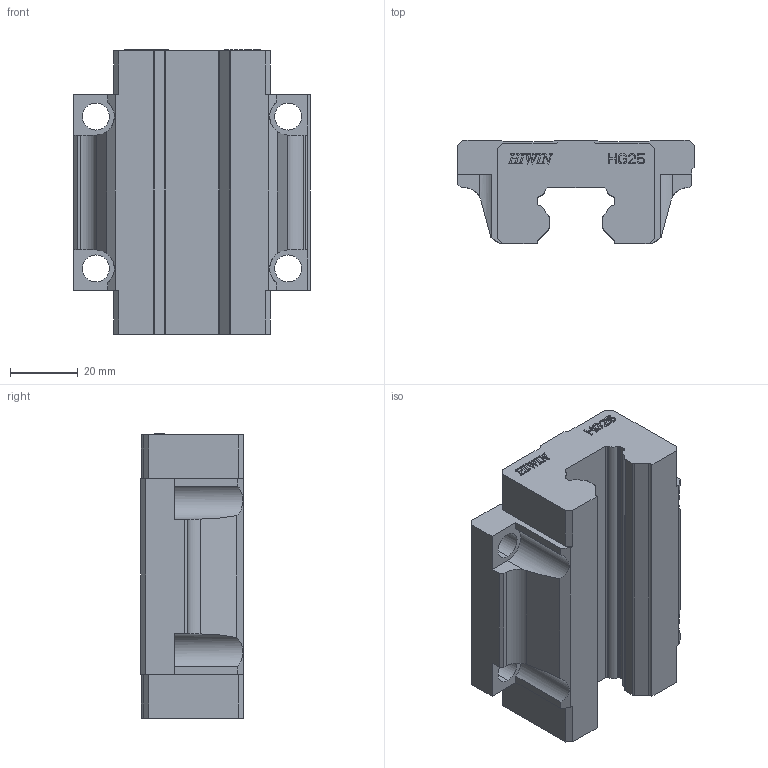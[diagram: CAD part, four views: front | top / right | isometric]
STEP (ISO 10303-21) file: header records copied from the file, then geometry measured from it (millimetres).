
FILE_DESCRIPTION (( 'STEP AP203' ), '1' );
FILE_NAME ('HGW25CC.STEP', '2007-01-11T10:18:53', ( 'HIWIN GmbH' ), ( '77654 Offenburg' ), 'SwSTEP 2.0', 'SolidWorks 2006104', '' );
FILE_SCHEMA (( 'CONFIG_CONTROL_DESIGN' ));
Length unit declared in the file: millimetre
Products named in the file (1): HGW25CC
Bounding box: 70 x 30.5 x 84.3 mm (x, y, z)
Volume: 110262.9 mm3; surface area: 21742.9 mm2
Topology: 1 solids, 1 shells, 380 faces, 1107 edges, 738 vertices
Faces by surface type: plane 284, bspline 60, cylinder 36
Entity records: 13674 total; most frequent: CARTESIAN_POINT 3900, ORIENTED_EDGE 2214, DIRECTION 1685, EDGE_CURVE 1107, LINE 907, VECTOR 907, VERTEX_POINT 738, EDGE_LOOP 397
